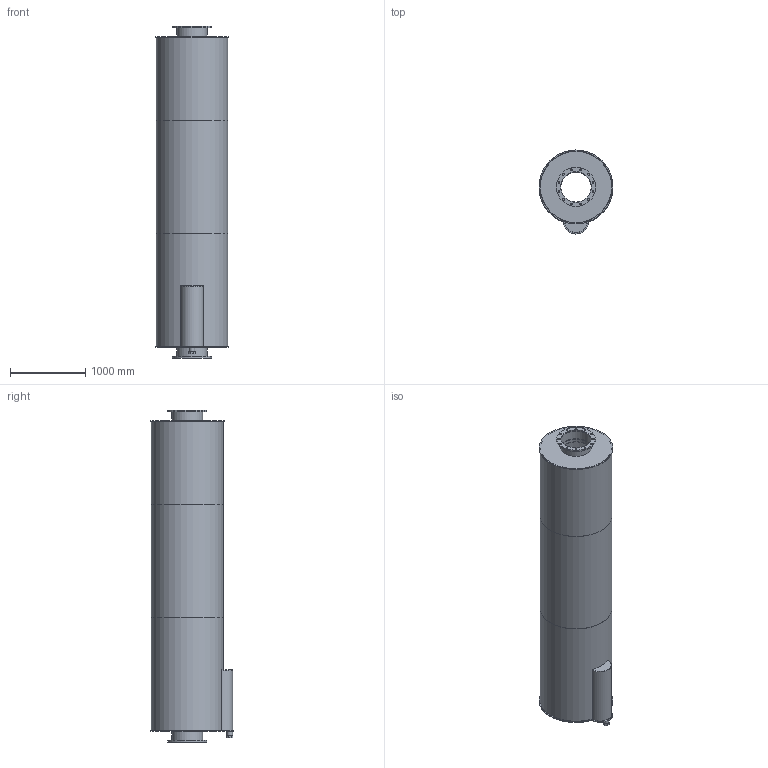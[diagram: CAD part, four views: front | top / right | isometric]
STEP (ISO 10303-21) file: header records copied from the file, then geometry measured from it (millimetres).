
FILE_DESCRIPTION(/* description */ (''),/* implementation_level */ '2;1');
FILE_NAME(/* name */ 'Vhdd 16.stp',/* time_stamp */ '2015-01-21T12:11:08+01:00',/* author */ ('Tekenkamer'),/* organization */ (''),/* preprocessor_version */ 'ST-DEVELOPER v15.6',/* originating_system */ 'Autodesk Inventor 2015',/* authorisation */ '');
FILE_SCHEMA (('AUTOMOTIVE_DESIGN { 1 0 10303 214 3 1 1 }'));
Length unit declared in the file: millimetre
Products named in the file (1): MAAT3D
Bounding box: 980 x 1106.6 x 4400 mm (x, y, z)
Volume: 52625651.8 mm3; surface area: 29251002.7 mm2
Topology: 13 solids, 13 shells, 86 faces, 180 edges, 120 vertices
Faces by surface type: cylinder 50, plane 36
Full cylindrical faces by diameter (mm): 22 x24, 69.3 x2, 76.1 x1, 401 x2, 407 x2, 409 x4, 520 x2, 944 x3, 950 x3, 980 x1
Entity records: 2283 total; most frequent: DIRECTION 410, CARTESIAN_POINT 343, ORIENTED_EDGE 272, EDGE_LOOP 200, AXIS2_PLACEMENT_3D 187, EDGE_CURVE 136, VERTEX_POINT 120, FACE_BOUND 114
